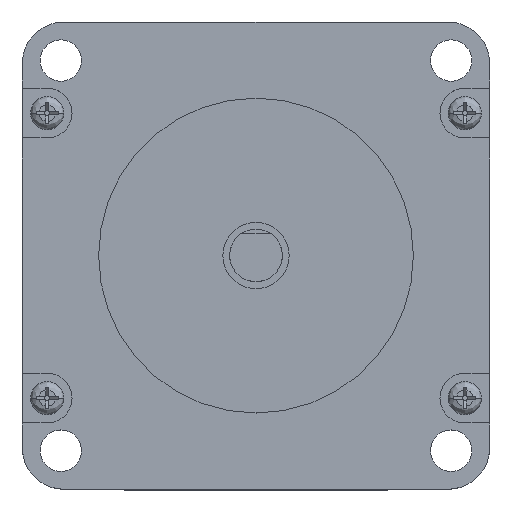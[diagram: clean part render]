
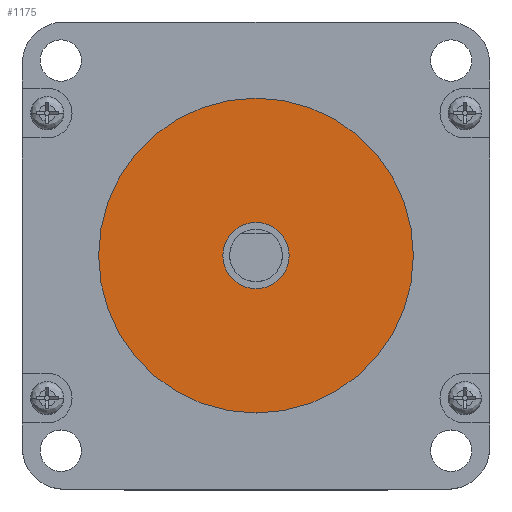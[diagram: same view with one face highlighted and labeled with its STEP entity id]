
A CAD part, top view. The second image highlights one B-rep face of the part: STEP entity #1175.
In plain terms, the highlighted planar face has unit normal (0, 0, 1).
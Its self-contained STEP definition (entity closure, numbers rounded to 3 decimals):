
#257 = EDGE_CURVE ( 'NONE', #476, #795, #6899, .T. ) ;
#476 = VERTEX_POINT ( 'NONE', #7505 ) ;
#740 = DIRECTION ( 'NONE',  ( -1., 0., 0. ) ) ;
#795 = VERTEX_POINT ( 'NONE', #7533 ) ;
#809 = EDGE_CURVE ( 'NONE', #5117, #1051, #3620, .T. ) ;
#859 = DIRECTION ( 'NONE',  ( 0., 0., -1. ) ) ;
#1051 = VERTEX_POINT ( 'NONE', #5163 ) ;
#1075 = ORIENTED_EDGE ( 'NONE', *, *, #809, .T. ) ;
#1175 = ADVANCED_FACE ( 'NONE', ( #6969, #3574 ), #1672, .T. ) ;
#1350 = EDGE_CURVE ( 'NONE', #1051, #5117, #4247, .T. ) ;
#1406 = AXIS2_PLACEMENT_3D ( 'NONE', #5853, #5779, #2985 ) ;
#1672 = PLANE ( 'NONE',  #1406 ) ;
#1862 = CARTESIAN_POINT ( 'NONE',  ( 0., 0., 1.6 ) ) ;
#2202 = AXIS2_PLACEMENT_3D ( 'NONE', #3289, #859, #3177 ) ;
#2260 = AXIS2_PLACEMENT_3D ( 'NONE', #1862, #5429, #5543 ) ;
#2365 = CARTESIAN_POINT ( 'NONE',  ( -4., 0., 1.6 ) ) ;
#2598 = EDGE_LOOP ( 'NONE', ( #7628, #6445 ) ) ;
#2850 = DIRECTION ( 'NONE',  ( 1., 0., 0. ) ) ;
#2985 = DIRECTION ( 'NONE',  ( 1., 0., 0. ) ) ;
#3177 = DIRECTION ( 'NONE',  ( -1., 0., 0. ) ) ;
#3243 = EDGE_LOOP ( 'NONE', ( #4387, #1075 ) ) ;
#3289 = CARTESIAN_POINT ( 'NONE',  ( 0., 0., 1.6 ) ) ;
#3574 = FACE_BOUND ( 'NONE', #3243, .T. ) ;
#3620 = CIRCLE ( 'NONE', #6340, 4. ) ;
#4059 = DIRECTION ( 'NONE',  ( 0., 0., -1. ) ) ;
#4186 = CARTESIAN_POINT ( 'NONE',  ( 0., 0., 1.6 ) ) ;
#4247 = CIRCLE ( 'NONE', #2260, 4. ) ;
#4387 = ORIENTED_EDGE ( 'NONE', *, *, #1350, .T. ) ;
#4479 = EDGE_CURVE ( 'NONE', #795, #476, #7496, .T. ) ;
#5117 = VERTEX_POINT ( 'NONE', #2365 ) ;
#5163 = CARTESIAN_POINT ( 'NONE',  ( 4., 0., 1.6 ) ) ;
#5429 = DIRECTION ( 'NONE',  ( 0., 0., -1. ) ) ;
#5543 = DIRECTION ( 'NONE',  ( 1., 0., 0. ) ) ;
#5779 = DIRECTION ( 'NONE',  ( 0., 0., 1. ) ) ;
#5853 = CARTESIAN_POINT ( 'NONE',  ( 0., 0., 1.6 ) ) ;
#5898 = AXIS2_PLACEMENT_3D ( 'NONE', #4186, #5999, #740 ) ;
#5999 = DIRECTION ( 'NONE',  ( 0., 0., -1. ) ) ;
#6340 = AXIS2_PLACEMENT_3D ( 'NONE', #6947, #4059, #2850 ) ;
#6445 = ORIENTED_EDGE ( 'NONE', *, *, #257, .F. ) ;
#6899 = CIRCLE ( 'NONE', #2202, 19. ) ;
#6947 = CARTESIAN_POINT ( 'NONE',  ( 0., 0., 1.6 ) ) ;
#6969 = FACE_OUTER_BOUND ( 'NONE', #2598, .T. ) ;
#7496 = CIRCLE ( 'NONE', #5898, 19. ) ;
#7505 = CARTESIAN_POINT ( 'NONE',  ( 19., 0., 1.6 ) ) ;
#7533 = CARTESIAN_POINT ( 'NONE',  ( -19., 0., 1.6 ) ) ;
#7628 = ORIENTED_EDGE ( 'NONE', *, *, #4479, .F. ) ;
